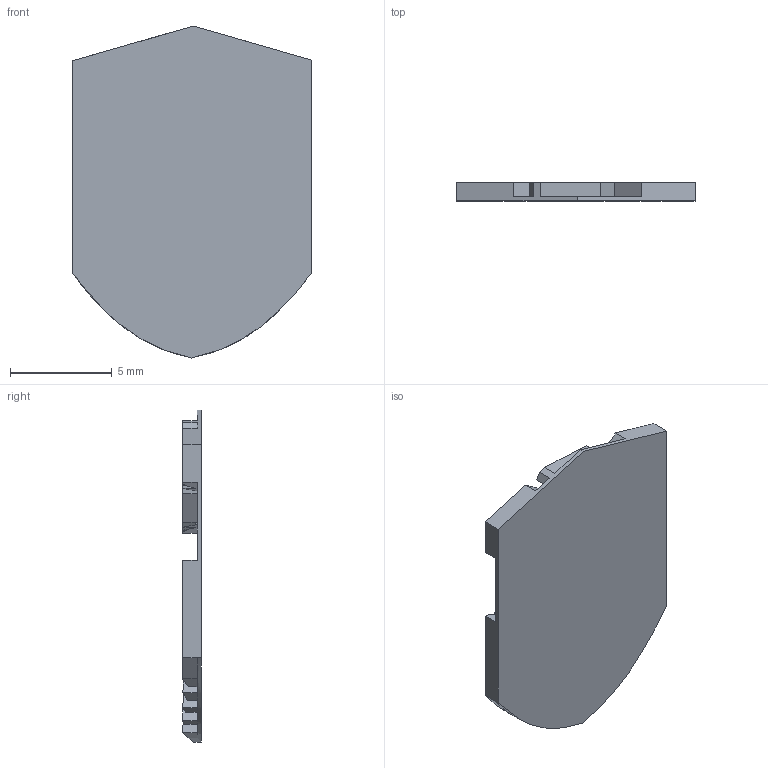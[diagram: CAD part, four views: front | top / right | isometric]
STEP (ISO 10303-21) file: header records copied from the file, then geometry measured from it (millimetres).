
FILE_DESCRIPTION(/* description */ (''),/* implementation_level */ '2;1');
FILE_NAME(/* name */ 'Judge Dredd v3.stp',/* time_stamp */ '2025-09-12T00:14:01+02:00',/* author */ (''),/* organization */ (''),/* preprocessor_version */ 'ST-DEVELOPER v20.1',/* originating_system */ 'Autodesk Translation Framework v14.10.0.0',/* authorisation */ '');
FILE_SCHEMA (('AUTOMOTIVE_DESIGN { 1 0 10303 214 3 1 1 }'));
Length unit declared in the file: millimetre
Products named in the file (1): Judge Dredd
Bounding box: 11.73 x 0.9 x 16.31 mm (x, y, z)
Volume: 80.2 mm3; surface area: 448.7 mm2
Topology: 1 solids, 1 shells, 186 faces, 492 edges, 313 vertices
Faces by surface type: plane 152, bspline 34
Entity records: 6276 total; most frequent: CARTESIAN_POINT 2013, ORIENTED_EDGE 984, DIRECTION 713, EDGE_CURVE 492, LINE 407, VECTOR 407, VERTEX_POINT 313, EDGE_LOOP 191
